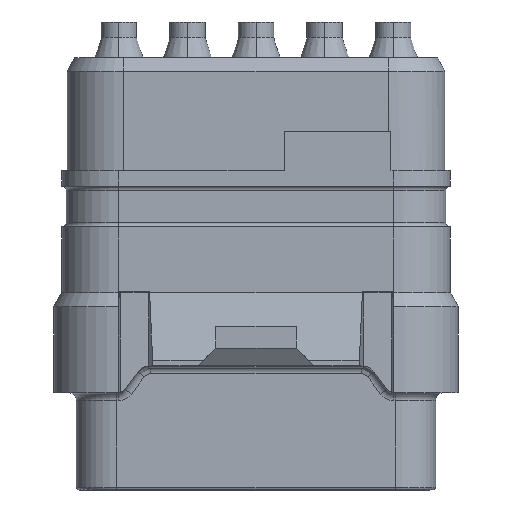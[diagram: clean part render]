
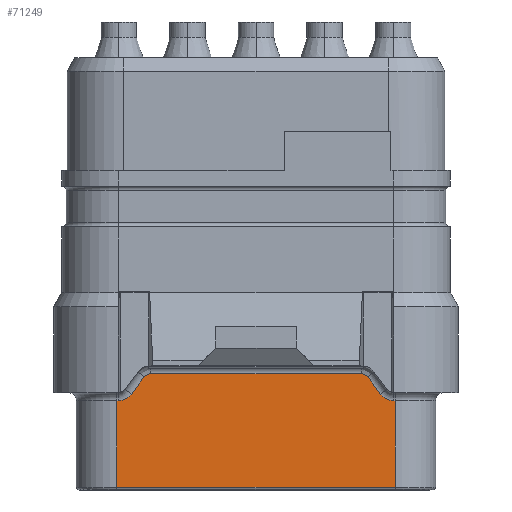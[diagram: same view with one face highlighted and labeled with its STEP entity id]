
A CAD part, front view. The second image highlights one B-rep face of the part: STEP entity #71249.
In plain terms, the highlighted planar face has unit normal (0, -1, 0).
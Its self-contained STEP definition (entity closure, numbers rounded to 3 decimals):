
#17941=DIRECTION('',(-0.6,0.,-0.8));
#17942=VECTOR('',#17941,0.8);
#17943=CARTESIAN_POINT('',(-4.14,-5.81,-7.65));
#17944=LINE('',#17943,#17942);
#17950=CARTESIAN_POINT('',(-3.9,-5.81,-7.83));
#17951=DIRECTION('',(0.,-1.,0.));
#17952=DIRECTION('',(0.,0.,1.));
#17953=AXIS2_PLACEMENT_3D('',#17950,#17951,#17952);
#18022=CARTESIAN_POINT('',(3.9,-5.81,-7.83));
#18023=DIRECTION('',(0.,-1.,0.));
#18024=DIRECTION('',(0.8,0.,0.6));
#18025=AXIS2_PLACEMENT_3D('',#18022,#18023,#18024);
#18088=DIRECTION('',(-1.,0.,0.));
#18089=VECTOR('',#18088,7.8);
#18090=CARTESIAN_POINT('',(3.9,-5.81,-7.53));
#18091=LINE('',#18090,#18089);
#18092=DIRECTION('',(0.,0.,-1.));
#18093=VECTOR('',#18092,3.21);
#18094=CARTESIAN_POINT('',(5.16,-5.81,-8.53));
#18095=LINE('',#18094,#18093);
#18101=DIRECTION('',(-1.,0.,0.));
#18102=VECTOR('',#18101,0.06);
#18103=CARTESIAN_POINT('',(-5.1,-5.81,-8.53));
#18104=LINE('',#18103,#18102);
#18157=DIRECTION('',(0.,0.,-1.));
#18158=VECTOR('',#18157,3.21);
#18159=CARTESIAN_POINT('',(-5.16,-5.81,-8.53));
#18160=LINE('',#18159,#18158);
#20291=DIRECTION('',(-1.,0.,0.));
#20292=VECTOR('',#20291,10.32);
#20293=CARTESIAN_POINT('',(5.16,-5.81,-11.74));
#20294=LINE('',#20293,#20292);
#20769=DIRECTION('',(-1.,0.,0.));
#20770=VECTOR('',#20769,0.06);
#20771=CARTESIAN_POINT('',(5.16,-5.81,-8.53));
#20772=LINE('',#20771,#20770);
#20778=CARTESIAN_POINT('',(5.1,-5.81,-7.93));
#20779=DIRECTION('',(0.,1.,0.));
#20780=DIRECTION('',(0.,0.,-1.));
#20781=AXIS2_PLACEMENT_3D('',#20778,#20779,#20780);
#20797=DIRECTION('',(-0.6,0.,0.8));
#20798=VECTOR('',#20797,0.8);
#20799=CARTESIAN_POINT('',(4.62,-5.81,-8.29));
#20800=LINE('',#20799,#20798);
#35410=CARTESIAN_POINT('',(-5.1,-5.81,-7.93));
#35411=DIRECTION('',(0.,1.,0.));
#35412=DIRECTION('',(0.8,0.,-0.6));
#35413=AXIS2_PLACEMENT_3D('',#35410,#35411,#35412);
#37800=CARTESIAN_POINT('',(5.16,-5.81,-11.74));
#37801=VERTEX_POINT('',#37800);
#37804=CARTESIAN_POINT('',(-5.16,-5.81,-11.74));
#37805=VERTEX_POINT('',#37804);
#37882=CARTESIAN_POINT('',(-5.16,-5.81,-8.53));
#37883=VERTEX_POINT('',#37882);
#37884=CARTESIAN_POINT('',(-5.1,-5.81,-8.53));
#37885=VERTEX_POINT('',#37884);
#37886=CARTESIAN_POINT('',(-4.62,-5.81,-8.29));
#37887=VERTEX_POINT('',#37886);
#37892=CARTESIAN_POINT('',(-4.14,-5.81,-7.65));
#37893=VERTEX_POINT('',#37892);
#37894=CARTESIAN_POINT('',(-3.9,-5.81,-7.53));
#37895=VERTEX_POINT('',#37894);
#37896=CARTESIAN_POINT('',(3.9,-5.81,-7.53));
#37897=VERTEX_POINT('',#37896);
#37898=CARTESIAN_POINT('',(4.14,-5.81,-7.65));
#37899=VERTEX_POINT('',#37898);
#37904=CARTESIAN_POINT('',(4.62,-5.81,-8.29));
#37905=VERTEX_POINT('',#37904);
#37906=CARTESIAN_POINT('',(5.1,-5.81,-8.53));
#37907=VERTEX_POINT('',#37906);
#37908=CARTESIAN_POINT('',(5.16,-5.81,-8.53));
#37909=VERTEX_POINT('',#37908);
#71222=CARTESIAN_POINT('',(5.16,-5.81,-8.23));
#71223=DIRECTION('',(0.,-1.,0.));
#71224=DIRECTION('',(-1.,0.,0.));
#71225=AXIS2_PLACEMENT_3D('',#71222,#71223,#71224);
#71226=PLANE('',#71225);
#71228=ORIENTED_EDGE('',*,*,#71227,.F.);
#71230=ORIENTED_EDGE('',*,*,#71229,.F.);
#71231=ORIENTED_EDGE('',*,*,#71028,.F.);
#71232=ORIENTED_EDGE('',*,*,#71058,.F.);
#71233=ORIENTED_EDGE('',*,*,#71216,.F.);
#71234=ORIENTED_EDGE('',*,*,#71143,.F.);
#71236=ORIENTED_EDGE('',*,*,#71235,.F.);
#71238=ORIENTED_EDGE('',*,*,#71237,.F.);
#71240=ORIENTED_EDGE('',*,*,#71239,.F.);
#71242=ORIENTED_EDGE('',*,*,#71241,.T.);
#71244=ORIENTED_EDGE('',*,*,#71243,.T.);
#71246=ORIENTED_EDGE('',*,*,#71245,.F.);
#71247=EDGE_LOOP('',(#71228,#71230,#71231,#71232,#71233,#71234,#71236,#71238,
#71240,#71242,#71244,#71246));
#71248=FACE_OUTER_BOUND('',#71247,.F.);
#71249=ADVANCED_FACE('',(#71248),#71226,.T.);
#17954=CIRCLE('',#17953,0.3);
#18026=CIRCLE('',#18025,0.3);
#20782=CIRCLE('',#20781,0.6);
#35414=CIRCLE('',#35413,0.6);
#71028=EDGE_CURVE('',#37893,#37887,#17944,.T.);
#71058=EDGE_CURVE('',#37895,#37893,#17954,.T.);
#71143=EDGE_CURVE('',#37899,#37897,#18026,.T.);
#71216=EDGE_CURVE('',#37897,#37895,#18091,.T.);
#71227=EDGE_CURVE('',#37885,#37883,#18104,.T.);
#71229=EDGE_CURVE('',#37887,#37885,#35414,.T.);
#71235=EDGE_CURVE('',#37905,#37899,#20800,.T.);
#71237=EDGE_CURVE('',#37907,#37905,#20782,.T.);
#71239=EDGE_CURVE('',#37909,#37907,#20772,.T.);
#71241=EDGE_CURVE('',#37909,#37801,#18095,.T.);
#71243=EDGE_CURVE('',#37801,#37805,#20294,.T.);
#71245=EDGE_CURVE('',#37883,#37805,#18160,.T.);
